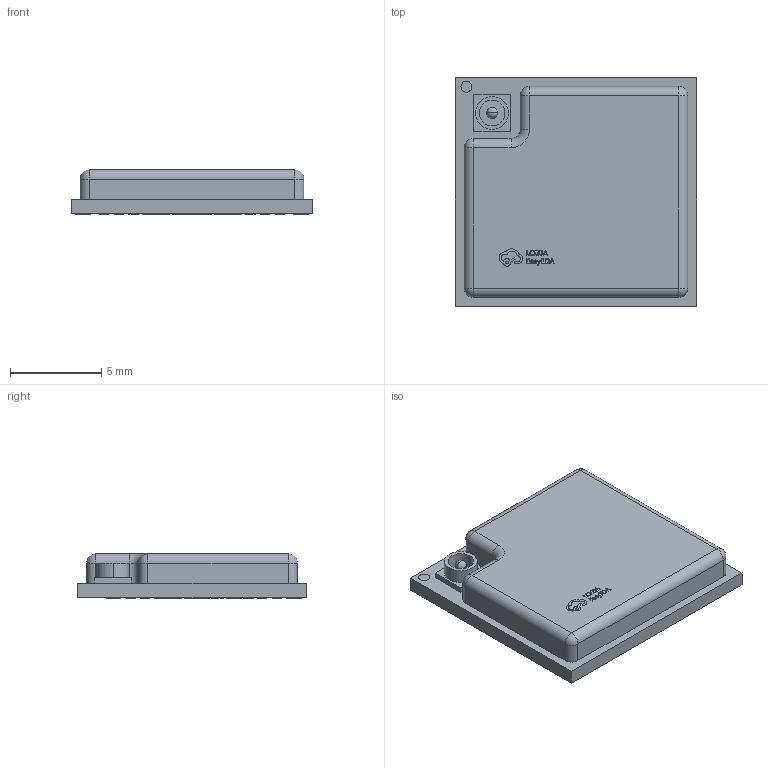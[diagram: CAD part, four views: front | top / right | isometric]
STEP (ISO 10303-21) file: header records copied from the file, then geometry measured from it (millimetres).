
FILE_DESCRIPTION (( 'STEP AP214' ), '1' );
FILE_NAME ('WIFIM-SMD_ESP32-C3-MINI-MINI-1U.step', '2022-07-15T04:57:49', ( '' ), ( '' ), 'SwSTEP 2.0', 'SolidWorks 2020', '' );
FILE_SCHEMA (( 'AUTOMOTIVE_DESIGN' ));
Length unit declared in the file: millimetre
Products named in the file (1): WIFIM-SMD_ESP32-C3-MINI-MINI-1U
Bounding box: 13.2 x 12.5 x 2.42 mm (x, y, z)
Volume: 344.6 mm3; surface area: 452.1 mm2
Topology: 14 solids, 14 shells, 644 faces, 1617 edges, 1068 vertices
Faces by surface type: plane 504, bspline 112, cylinder 20, sphere 7, torus 1
Entity records: 27362 total; most frequent: CARTESIAN_POINT 5423, ORIENTED_EDGE 3216, DIRECTION 2489, EDGE_CURVE 1608, VECTOR 1337, LINE 1337, VERTEX_POINT 1066, EDGE_LOOP 730
